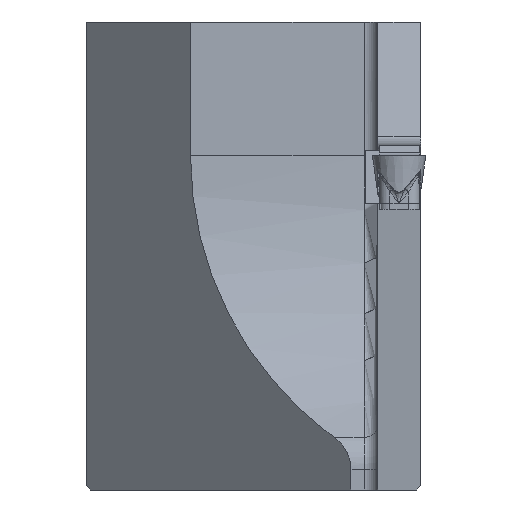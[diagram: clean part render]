
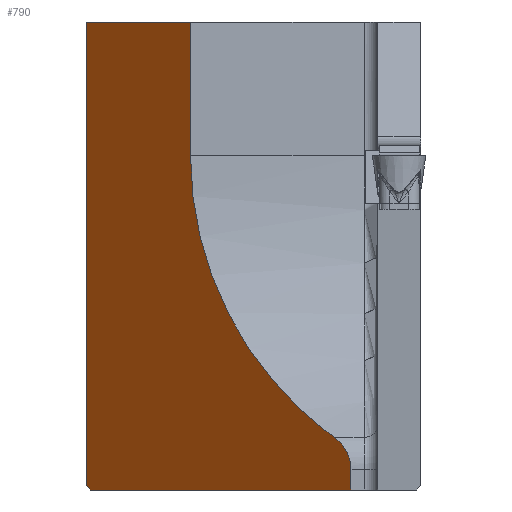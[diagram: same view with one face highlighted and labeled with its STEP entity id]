
A CAD part, left-side view. The second image highlights one B-rep face of the part: STEP entity #790.
In plain terms, the highlighted planar face has unit normal (-0.707, 0.707, 0).
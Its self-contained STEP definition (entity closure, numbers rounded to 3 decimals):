
#740=ELLIPSE('',#2618,4.243,3.);
#741=ELLIPSE('',#2621,36.77,26.);
#790=ADVANCED_FACE('',(#962),#901,.F.);
#901=PLANE('',#2635);
#962=FACE_OUTER_BOUND('',#1080,.T.);
#1080=EDGE_LOOP('',(#1379,#1380,#1381,#1382,#1383,#1384,#1385,#1386));
#1379=ORIENTED_EDGE('',*,*,#2086,.F.);
#1380=ORIENTED_EDGE('',*,*,#2033,.F.);
#1381=ORIENTED_EDGE('',*,*,#2043,.F.);
#1382=ORIENTED_EDGE('',*,*,#2040,.F.);
#1383=ORIENTED_EDGE('',*,*,#2058,.F.);
#1384=ORIENTED_EDGE('',*,*,#2088,.F.);
#1385=ORIENTED_EDGE('',*,*,#2080,.F.);
#1386=ORIENTED_EDGE('',*,*,#2084,.F.);
#1846=VERTEX_POINT('',#3264);
#1847=VERTEX_POINT('',#3266);
#1851=VERTEX_POINT('',#3278);
#1853=VERTEX_POINT('',#3281);
#1865=VERTEX_POINT('',#3314);
#1872=VERTEX_POINT('',#3358);
#1873=VERTEX_POINT('',#3360);
#1876=VERTEX_POINT('',#3367);
#2033=EDGE_CURVE('',#1846,#1847,#2327,.T.);
#2040=EDGE_CURVE('',#1851,#1853,#2333,.T.);
#2043=EDGE_CURVE('',#1853,#1846,#2336,.T.);
#2058=EDGE_CURVE('',#1865,#1851,#2349,.T.);
#2080=EDGE_CURVE('',#1872,#1873,#740,.T.);
#2084=EDGE_CURVE('',#1876,#1872,#741,.T.);
#2086=EDGE_CURVE('',#1847,#1876,#2371,.T.);
#2088=EDGE_CURVE('',#1873,#1865,#2373,.T.);
#2327=LINE('',#3265,#2466);
#2333=LINE('',#3280,#2472);
#2336=LINE('',#3286,#2475);
#2349=LINE('',#3315,#2488);
#2371=LINE('',#3371,#2510);
#2373=LINE('',#3374,#2512);
#2466=VECTOR('',#2785,1.);
#2472=VECTOR('',#2797,1.);
#2475=VECTOR('',#2802,1.);
#2488=VECTOR('',#2825,1.);
#2510=VECTOR('',#2893,1.);
#2512=VECTOR('',#2897,1.);
#2618=AXIS2_PLACEMENT_3D('',#3359,#2879,#2880);
#2621=AXIS2_PLACEMENT_3D('',#3368,#2887,#2888);
#2635=AXIS2_PLACEMENT_3D('',#3406,#2920,#2921);
#2785=DIRECTION('',(-0.707,-0.707,0.));
#2797=DIRECTION('',(0.577,0.577,0.577));
#2802=DIRECTION('',(0.,0.,1.));
#2825=DIRECTION('',(0.707,0.707,0.));
#2879=DIRECTION('',(0.707,-0.707,0.));
#2880=DIRECTION('',(-0.707,-0.707,0.));
#2887=DIRECTION('',(-0.707,0.707,0.));
#2888=DIRECTION('',(-0.707,-0.707,0.));
#2893=DIRECTION('',(0.,0.,-1.));
#2897=DIRECTION('',(0.,0.,-1.));
#2920=DIRECTION('',(0.707,-0.707,0.));
#2921=DIRECTION('',(0.707,0.707,0.));
#3264=CARTESIAN_POINT('',(33.8,0.,10.));
#3265=CARTESIAN_POINT('',(14.,-19.8,10.));
#3266=CARTESIAN_POINT('',(26.,-7.8,10.));
#3278=CARTESIAN_POINT('',(33.5,-0.3,-25.));
#3280=CARTESIAN_POINT('',(18.833,-14.967,-39.667));
#3281=CARTESIAN_POINT('',(33.8,0.,-24.7));
#3286=CARTESIAN_POINT('',(33.8,0.,-30.));
#3314=CARTESIAN_POINT('',(14.,-19.8,-25.));
#3315=CARTESIAN_POINT('',(14.,-19.8,-25.));
#3358=CARTESIAN_POINT('',(15.241,-18.559,-21.064));
#3359=CARTESIAN_POINT('',(17.,-16.8,-23.495));
#3360=CARTESIAN_POINT('',(14.,-19.8,-23.495));
#3367=CARTESIAN_POINT('',(26.,-7.8,0.));
#3368=CARTESIAN_POINT('',(0.,-33.8,0.));
#3371=CARTESIAN_POINT('',(26.,-7.8,-30.));
#3374=CARTESIAN_POINT('',(14.,-19.8,-30.));
#3406=CARTESIAN_POINT('',(14.,-19.8,-30.));
